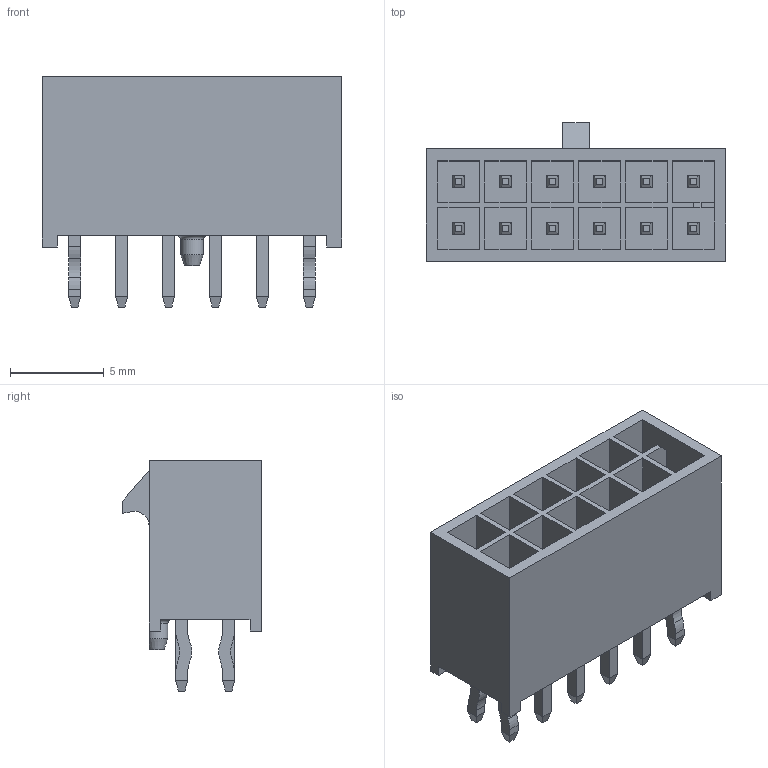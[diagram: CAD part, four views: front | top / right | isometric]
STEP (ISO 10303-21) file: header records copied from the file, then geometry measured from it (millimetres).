
FILE_DESCRIPTION(/* description */ ('Unknown'),/* implementation_level */ '2;1');
FILE_NAME(/* name */ '626012220101',/* time_stamp */ '2023-11-14T17:29:55+01:00',/* author */ ('Unknown'),/* organization */ ('Unknown'),/* preprocessor_version */ 'ST-DEVELOPER v18.102',/* originating_system */ 'Solid Edge',/* authorisation */ 'Unknown');
FILE_SCHEMA (('AUTOMOTIVE_DESIGN {1 0 10303 214 3 1 1}'));
Length unit declared in the file: millimetre
Products named in the file (4): 6260xx220101; 626012220101; 6260xx220101_Pin2; 6260xx220101_Pin1
Assembly tree (13 placements, depth 2):
  6260xx220101
    626012220101
    6260xx220101_Pin2  x4
    6260xx220101_Pin1  x8
Bounding box: 15.94 x 7.38 x 12.26 mm (x, y, z)
Volume: 469.4 mm3; surface area: 1703.8 mm2
Topology: 13 solids, 13 shells, 421 faces, 983 edges, 607 vertices
Faces by surface type: plane 393, cylinder 26, cone 1, torus 1
Entity records: 7581 total; most frequent: CARTESIAN_POINT 1317, ORIENTED_EDGE 1262, DIRECTION 1187, EDGE_CURVE 631, LINE 609, VECTOR 609, VERTEX_POINT 399, EDGE_LOOP 300
